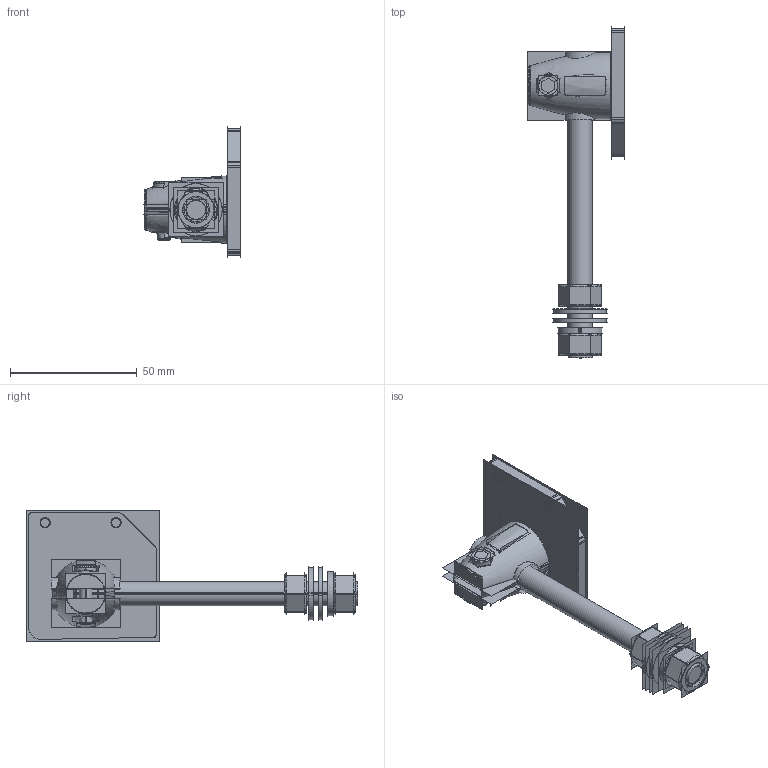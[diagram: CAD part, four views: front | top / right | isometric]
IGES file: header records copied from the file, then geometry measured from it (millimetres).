
Start section:  PTC IGES file: 210969.igs
Global section: file name: 210969.igs; native system: Creo Parametric by PTC Inc.; preprocessor: 2018300; author: pdmadmin; organization: Unknown; date: 20190419.125743; units: millimetre
Bounding box: 38.19 x 130.97 x 52.01 mm (x, y, z)
Volume: 31102.6 mm3; surface area: 115865.7 mm2
Topology: 11 solids, 15 shells, 518 faces, 2656 edges, 3392 vertices
Faces by surface type: revolution 266, bspline 252
